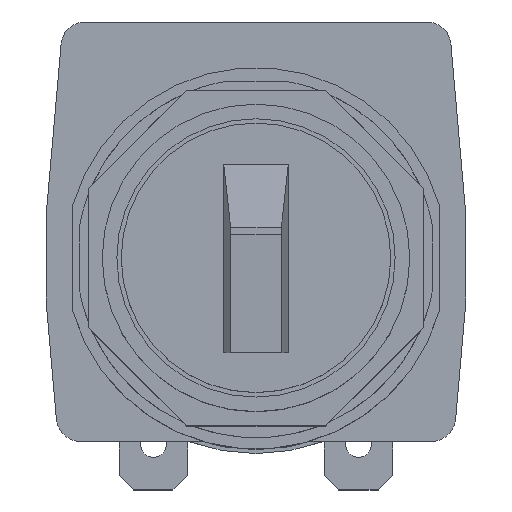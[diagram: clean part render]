
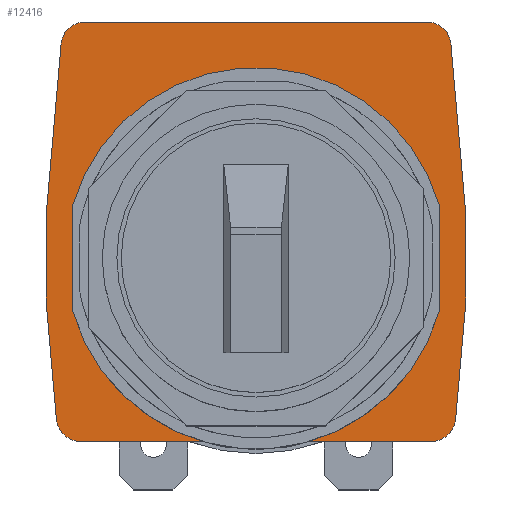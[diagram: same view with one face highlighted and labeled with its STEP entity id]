
A CAD part, top view. The second image highlights one B-rep face of the part: STEP entity #12416.
In plain terms, the highlighted planar face has unit normal (0, 0, 1).
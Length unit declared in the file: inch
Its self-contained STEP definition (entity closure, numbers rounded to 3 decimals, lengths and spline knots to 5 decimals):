
#11405=DIRECTION('',(0.,-1.,0.));
#11406=VECTOR('',#11405,0.4375);
#11407=CARTESIAN_POINT('',(0.1095,1.16575,-1.57854));
#11408=LINE('',#11407,#11406);
#11409=CARTESIAN_POINT('',(0.8595,0.947,-1.57854));
#11410=DIRECTION('',(0.,0.,1.));
#11411=DIRECTION('',(-0.96,-0.28,0.));
#11412=AXIS2_PLACEMENT_3D('',#11409,#11410,#11411);
#11414=DIRECTION('',(-1.,0.,0.));
#11415=VECTOR('',#11414,0.49916);
#11416=CARTESIAN_POINT('',(0.64075,0.197,-1.57854));
#11417=LINE('',#11416,#11415);
#11418=CARTESIAN_POINT('',(0.14159,0.297,-1.57854));
#11419=DIRECTION('',(0.,0.,-1.));
#11420=DIRECTION('',(0.,-1.,0.));
#11421=AXIS2_PLACEMENT_3D('',#11418,#11419,#11420);
#11423=DIRECTION('',(-0.087,0.996,0.));
#11424=VECTOR('',#11423,0.48155);
#11425=CARTESIAN_POINT('',(0.04197,0.28828,
-1.57854));
#11426=LINE('',#11425,#11424);
#11427=DIRECTION('',(0.,1.,0.));
#11428=VECTOR('',#11427,0.358);
#11429=CARTESIAN_POINT('',(0.,0.768,-1.57854));
#11430=LINE('',#11429,#11428);
#11431=DIRECTION('',(0.087,0.996,0.));
#11432=VECTOR('',#11431,0.70038);
#11433=CARTESIAN_POINT('',(0.,1.126,-1.57854));
#11434=LINE('',#11433,#11432);
#11435=CARTESIAN_POINT('',(0.16066,1.815,-1.57854));
#11436=DIRECTION('',(0.,0.,-1.));
#11437=DIRECTION('',(-0.996,0.087,0.));
#11438=AXIS2_PLACEMENT_3D('',#11435,#11436,#11437);
#11440=DIRECTION('',(1.,0.,0.));
#11441=VECTOR('',#11440,1.39768);
#11442=CARTESIAN_POINT('',(0.16066,1.915,-1.57854));
#11443=LINE('',#11442,#11441);
#11444=CARTESIAN_POINT('',(1.55834,1.815,-1.57854));
#11445=DIRECTION('',(0.,0.,-1.));
#11446=DIRECTION('',(0.,1.,0.));
#11447=AXIS2_PLACEMENT_3D('',#11444,#11445,#11446);
#11449=DIRECTION('',(0.087,-0.996,0.));
#11450=VECTOR('',#11449,0.70038);
#11451=CARTESIAN_POINT('',(1.65796,1.82372,
-1.57854));
#11452=LINE('',#11451,#11450);
#11453=DIRECTION('',(0.,-1.,0.));
#11454=VECTOR('',#11453,0.358);
#11455=CARTESIAN_POINT('',(1.719,1.126,-1.57854));
#11456=LINE('',#11455,#11454);
#11457=DIRECTION('',(-0.087,-0.996,0.));
#11458=VECTOR('',#11457,0.48155);
#11459=CARTESIAN_POINT('',(1.719,0.768,-1.57854));
#11460=LINE('',#11459,#11458);
#11461=CARTESIAN_POINT('',(1.57741,0.297,-1.57854));
#11462=DIRECTION('',(0.,0.,-1.));
#11463=DIRECTION('',(0.996,-0.087,0.));
#11464=AXIS2_PLACEMENT_3D('',#11461,#11462,#11463);
#11466=DIRECTION('',(-1.,0.,0.));
#11467=VECTOR('',#11466,0.49916);
#11468=CARTESIAN_POINT('',(1.57741,0.197,-1.57854));
#11469=LINE('',#11468,#11467);
#11470=CARTESIAN_POINT('',(0.8595,0.947,-1.57854));
#11471=DIRECTION('',(0.,0.,1.));
#11472=DIRECTION('',(0.28,-0.96,0.));
#11473=AXIS2_PLACEMENT_3D('',#11470,#11471,#11472);
#11475=DIRECTION('',(0.,1.,0.));
#11476=VECTOR('',#11475,0.4375);
#11477=CARTESIAN_POINT('',(1.6095,0.72825,-1.57854));
#11478=LINE('',#11477,#11476);
#11479=CARTESIAN_POINT('',(0.8595,0.947,-1.57854));
#11480=DIRECTION('',(0.,0.,1.));
#11481=DIRECTION('',(0.96,0.28,0.));
#11482=AXIS2_PLACEMENT_3D('',#11479,#11480,#11481);
#12016=CARTESIAN_POINT('',(0.16066,1.915,-1.57854));
#12017=CARTESIAN_POINT('',(1.55834,1.915,-1.57854));
#12018=VERTEX_POINT('',#12016);
#12019=VERTEX_POINT('',#12017);
#12020=CARTESIAN_POINT('',(1.65796,1.82372,
-1.57854));
#12021=VERTEX_POINT('',#12020);
#12022=CARTESIAN_POINT('',(1.719,1.126,-1.57854));
#12023=VERTEX_POINT('',#12022);
#12024=CARTESIAN_POINT('',(1.719,0.768,-1.57854));
#12025=VERTEX_POINT('',#12024);
#12026=CARTESIAN_POINT('',(1.67703,0.28828,
-1.57854));
#12027=VERTEX_POINT('',#12026);
#12028=CARTESIAN_POINT('',(1.57741,0.197,-1.57854));
#12029=VERTEX_POINT('',#12028);
#12030=CARTESIAN_POINT('',(0.14159,0.197,-1.57854));
#12031=CARTESIAN_POINT('',(0.04197,0.28828,
-1.57854));
#12032=VERTEX_POINT('',#12030);
#12033=VERTEX_POINT('',#12031);
#12034=CARTESIAN_POINT('',(0.,0.768,-1.57854));
#12035=VERTEX_POINT('',#12034);
#12036=CARTESIAN_POINT('',(0.,1.126,-1.57854));
#12037=VERTEX_POINT('',#12036);
#12038=CARTESIAN_POINT('',(0.06104,1.82372,
-1.57854));
#12039=VERTEX_POINT('',#12038);
#12048=CARTESIAN_POINT('',(0.1095,1.16575,-1.57854));
#12049=CARTESIAN_POINT('',(0.1095,0.72825,-1.57854));
#12050=VERTEX_POINT('',#12048);
#12051=VERTEX_POINT('',#12049);
#12052=CARTESIAN_POINT('',(0.64075,0.197,-1.57854));
#12053=VERTEX_POINT('',#12052);
#12054=CARTESIAN_POINT('',(1.07825,0.197,-1.57854));
#12055=CARTESIAN_POINT('',(1.6095,0.72825,-1.57854));
#12056=VERTEX_POINT('',#12054);
#12057=VERTEX_POINT('',#12055);
#12058=CARTESIAN_POINT('',(1.6095,1.16575,-1.57854));
#12059=VERTEX_POINT('',#12058);
#12383=CARTESIAN_POINT('',(0.,0.,-1.57854));
#12384=DIRECTION('',(0.,0.,-1.));
#12385=DIRECTION('',(-1.,0.,0.));
#12386=AXIS2_PLACEMENT_3D('',#12383,#12384,#12385);
#12387=PLANE('',#12386);
#12389=ORIENTED_EDGE('',*,*,#12388,.T.);
#12390=ORIENTED_EDGE('',*,*,#12369,.T.);
#12391=ORIENTED_EDGE('',*,*,#12348,.T.);
#12393=ORIENTED_EDGE('',*,*,#12392,.T.);
#12395=ORIENTED_EDGE('',*,*,#12394,.T.);
#12397=ORIENTED_EDGE('',*,*,#12396,.T.);
#12399=ORIENTED_EDGE('',*,*,#12398,.T.);
#12401=ORIENTED_EDGE('',*,*,#12400,.T.);
#12402=ORIENTED_EDGE('',*,*,#12258,.T.);
#12403=ORIENTED_EDGE('',*,*,#12273,.T.);
#12404=ORIENTED_EDGE('',*,*,#12287,.T.);
#12405=ORIENTED_EDGE('',*,*,#12301,.T.);
#12406=ORIENTED_EDGE('',*,*,#12315,.T.);
#12407=ORIENTED_EDGE('',*,*,#12329,.T.);
#12408=ORIENTED_EDGE('',*,*,#12342,.T.);
#12409=ORIENTED_EDGE('',*,*,#12377,.T.);
#12411=ORIENTED_EDGE('',*,*,#12410,.T.);
#12413=ORIENTED_EDGE('',*,*,#12412,.T.);
#12414=EDGE_LOOP('',(#12389,#12390,#12391,#12393,#12395,#12397,#12399,#12401,
#12402,#12403,#12404,#12405,#12406,#12407,#12408,#12409,#12411,#12413));
#12415=FACE_OUTER_BOUND('',#12414,.F.);
#12416=ADVANCED_FACE('',(#12415),#12387,.F.);
#11413=CIRCLE('',#11412,0.78125);
#11422=CIRCLE('',#11421,0.1);
#11439=CIRCLE('',#11438,0.1);
#11448=CIRCLE('',#11447,0.1);
#11465=CIRCLE('',#11464,0.1);
#11474=CIRCLE('',#11473,0.78125);
#11483=CIRCLE('',#11482,0.78125);
#12258=EDGE_CURVE('',#12018,#12019,#11443,.T.);
#12273=EDGE_CURVE('',#12019,#12021,#11448,.T.);
#12287=EDGE_CURVE('',#12021,#12023,#11452,.T.);
#12301=EDGE_CURVE('',#12023,#12025,#11456,.T.);
#12315=EDGE_CURVE('',#12025,#12027,#11460,.T.);
#12329=EDGE_CURVE('',#12027,#12029,#11465,.T.);
#12342=EDGE_CURVE('',#12029,#12056,#11469,.T.);
#12348=EDGE_CURVE('',#12053,#12032,#11417,.T.);
#12369=EDGE_CURVE('',#12051,#12053,#11413,.T.);
#12377=EDGE_CURVE('',#12056,#12057,#11474,.T.);
#12388=EDGE_CURVE('',#12050,#12051,#11408,.T.);
#12392=EDGE_CURVE('',#12032,#12033,#11422,.T.);
#12394=EDGE_CURVE('',#12033,#12035,#11426,.T.);
#12396=EDGE_CURVE('',#12035,#12037,#11430,.T.);
#12398=EDGE_CURVE('',#12037,#12039,#11434,.T.);
#12400=EDGE_CURVE('',#12039,#12018,#11439,.T.);
#12410=EDGE_CURVE('',#12057,#12059,#11478,.T.);
#12412=EDGE_CURVE('',#12059,#12050,#11483,.T.);
